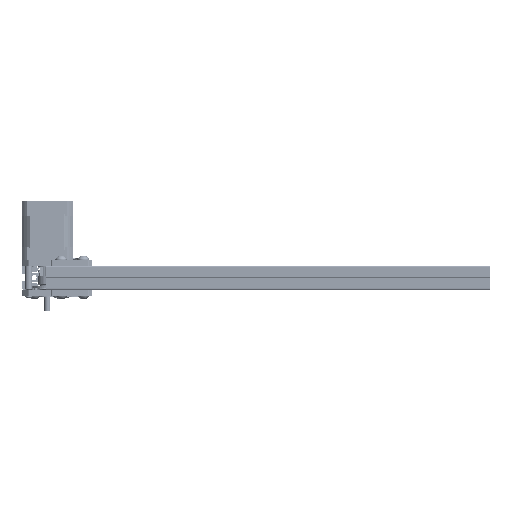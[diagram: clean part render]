
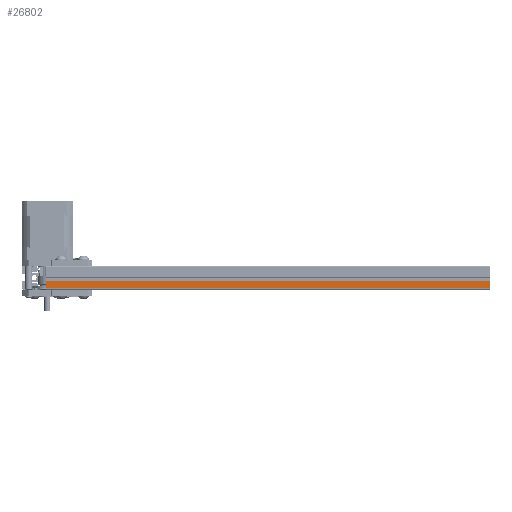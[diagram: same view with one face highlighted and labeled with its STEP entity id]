
A CAD part, left-side view. The second image highlights one B-rep face of the part: STEP entity #26802.
In plain terms, the highlighted face is planar.
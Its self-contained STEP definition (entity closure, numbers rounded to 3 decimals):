
#1963=PLANE('',#30216);
#3985=FACE_OUTER_BOUND('',#5725,.T.);
#5725=EDGE_LOOP('',(#24531,#24532,#24533,#24534));
#7722=LINE('',#48498,#9883);
#7723=LINE('',#48501,#9884);
#7724=LINE('',#48503,#9885);
#7725=LINE('',#48504,#9886);
#9883=VECTOR('',#38130,1000.);
#9884=VECTOR('',#38133,1000.);
#9885=VECTOR('',#38134,10.);
#9886=VECTOR('',#38135,1000.);
#13825=VERTEX_POINT('',#48494);
#13826=VERTEX_POINT('',#48496);
#13827=VERTEX_POINT('',#48500);
#13828=VERTEX_POINT('',#48502);
#17453=EDGE_CURVE('',#13826,#13825,#7722,.T.);
#17454=EDGE_CURVE('',#13825,#13827,#7723,.T.);
#17455=EDGE_CURVE('',#13826,#13828,#7724,.T.);
#17456=EDGE_CURVE('',#13828,#13827,#7725,.T.);
#24531=ORIENTED_EDGE('',*,*,#17454,.F.);
#24532=ORIENTED_EDGE('',*,*,#17453,.F.);
#24533=ORIENTED_EDGE('',*,*,#17455,.T.);
#24534=ORIENTED_EDGE('',*,*,#17456,.T.);
#26802=ADVANCED_FACE('',(#3985),#1963,.T.);
#30216=AXIS2_PLACEMENT_3D('',#48499,#38131,#38132);
#38130=DIRECTION('',(0.,0.,1.));
#38131=DIRECTION('center_axis',(0.,1.,0.));
#38132=DIRECTION('ref_axis',(0.,0.,1.));
#38133=DIRECTION('',(-1.,0.,0.));
#38134=DIRECTION('',(-1.,0.,0.));
#38135=DIRECTION('',(0.,0.,1.));
#48494=CARTESIAN_POINT('',(9.,10.,20.));
#48496=CARTESIAN_POINT('',(9.,10.,-350.));
#48498=CARTESIAN_POINT('',(9.,10.,-200.));
#48499=CARTESIAN_POINT('Origin',(9.,10.,-200.));
#48500=CARTESIAN_POINT('',(3.,10.,20.));
#48501=CARTESIAN_POINT('',(9.,10.,20.));
#48502=CARTESIAN_POINT('',(3.,10.,-350.));
#48503=CARTESIAN_POINT('',(0.,10.,-350.));
#48504=CARTESIAN_POINT('',(3.,10.,-200.));
